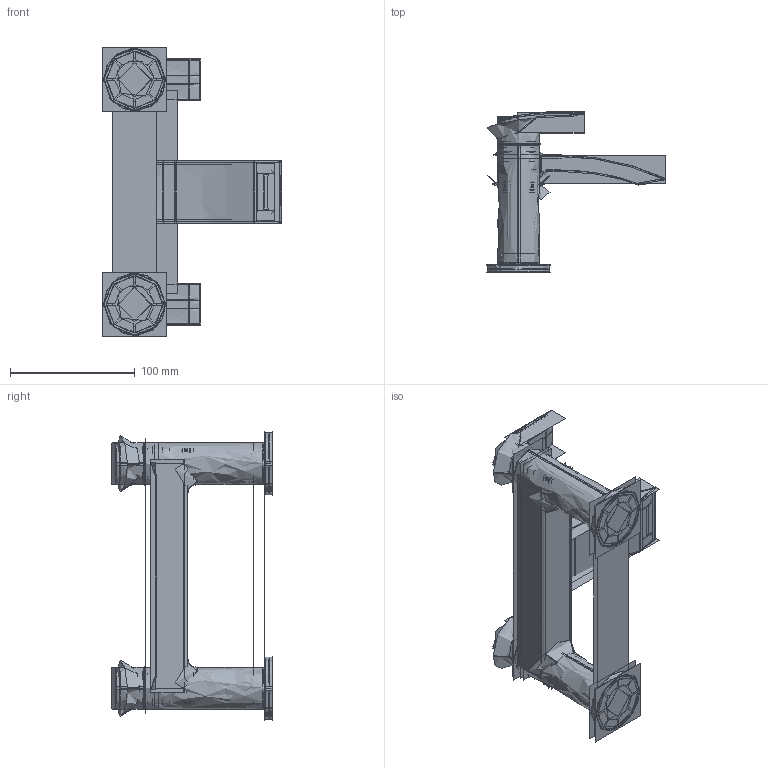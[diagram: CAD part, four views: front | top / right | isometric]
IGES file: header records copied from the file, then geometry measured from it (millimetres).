
Start section:  PTC IGES file: MBFW322D.igs
Global section: file name: MBFW322D.igs; native system: Creo Parametric by PTC Inc.; preprocessor: 2017170; author: tangfujin; organization: Unknown; date: 20191213.161538; units: millimetre
Bounding box: 143.52 x 129.21 x 231.69 mm (x, y, z)
Surface area: 1673672.8 mm2 (no closed solid volume)
Topology: 0 solids, 0 shells, 9732 faces, 85899 edges, 126728 vertices
Faces by surface type: bspline 9732
